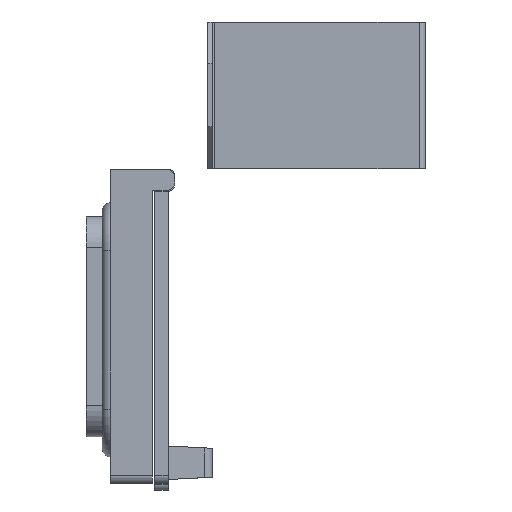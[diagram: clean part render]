
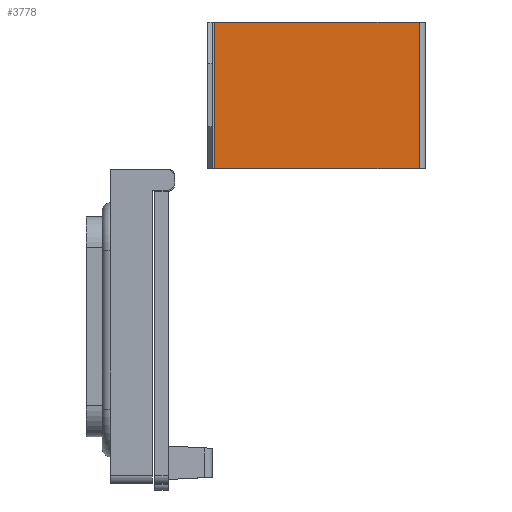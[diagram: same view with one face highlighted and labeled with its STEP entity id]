
A CAD part, left-side view. The second image highlights one B-rep face of the part: STEP entity #3778.
In plain terms, the highlighted planar face has unit normal (-1, 0, 0).
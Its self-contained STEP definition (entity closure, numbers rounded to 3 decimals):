
#20 = DIRECTION ( 'NONE',  ( 1., 0., 0. ) ) ;
#369 = LINE ( 'NONE', #4627, #4301 ) ;
#654 = VERTEX_POINT ( 'NONE', #3711 ) ;
#827 = DIRECTION ( 'NONE',  ( 0., -1., 0. ) ) ;
#934 = VERTEX_POINT ( 'NONE', #5910 ) ;
#936 = VERTEX_POINT ( 'NONE', #6428 ) ;
#1006 = LINE ( 'NONE', #6996, #1907 ) ;
#1194 = EDGE_LOOP ( 'NONE', ( #2966, #1589, #6479, #3319 ) ) ;
#1527 = DIRECTION ( 'NONE',  ( 0., 0., -1. ) ) ;
#1589 = ORIENTED_EDGE ( 'NONE', *, *, #6706, .T. ) ;
#1907 = VECTOR ( 'NONE', #4713, 1000. ) ;
#1921 = PLANE ( 'NONE',  #6928 ) ;
#1998 = VERTEX_POINT ( 'NONE', #4464 ) ;
#2510 = CARTESIAN_POINT ( 'NONE',  ( -37., 51., 35. ) ) ;
#2779 = EDGE_CURVE ( 'NONE', #654, #936, #1006, .T. ) ;
#2966 = ORIENTED_EDGE ( 'NONE', *, *, #5880, .F. ) ;
#3319 = ORIENTED_EDGE ( 'NONE', *, *, #5113, .T. ) ;
#3711 = CARTESIAN_POINT ( 'NONE',  ( -37., 49.4, 0. ) ) ;
#3778 = ADVANCED_FACE ( 'NONE', ( #7238 ), #1921, .F. ) ;
#4212 = DIRECTION ( 'NONE',  ( 0., 1., 0. ) ) ;
#4301 = VECTOR ( 'NONE', #4589, 1000. ) ;
#4464 = CARTESIAN_POINT ( 'NONE',  ( -37., 0.6, 35. ) ) ;
#4589 = DIRECTION ( 'NONE',  ( 0., 0., 1. ) ) ;
#4627 = CARTESIAN_POINT ( 'NONE',  ( -37., 0.6, 0. ) ) ;
#4713 = DIRECTION ( 'NONE',  ( 0., -1., 0. ) ) ;
#4895 = VECTOR ( 'NONE', #1527, 1000. ) ;
#5113 = EDGE_CURVE ( 'NONE', #936, #1998, #369, .T. ) ;
#5196 = LINE ( 'NONE', #6960, #4895 ) ;
#5880 = EDGE_CURVE ( 'NONE', #934, #1998, #6272, .T. ) ;
#5910 = CARTESIAN_POINT ( 'NONE',  ( -37., 49.4, 35. ) ) ;
#6234 = CARTESIAN_POINT ( 'NONE',  ( -37., 51., 35. ) ) ;
#6272 = LINE ( 'NONE', #6234, #7292 ) ;
#6428 = CARTESIAN_POINT ( 'NONE',  ( -37., 0.6, 0. ) ) ;
#6479 = ORIENTED_EDGE ( 'NONE', *, *, #2779, .T. ) ;
#6706 = EDGE_CURVE ( 'NONE', #934, #654, #5196, .T. ) ;
#6928 = AXIS2_PLACEMENT_3D ( 'NONE', #2510, #20, #4212 ) ;
#6960 = CARTESIAN_POINT ( 'NONE',  ( -37., 49.4, 35. ) ) ;
#6996 = CARTESIAN_POINT ( 'NONE',  ( -37., 51., 0. ) ) ;
#7238 = FACE_OUTER_BOUND ( 'NONE', #1194, .T. ) ;
#7292 = VECTOR ( 'NONE', #827, 1000. ) ;
